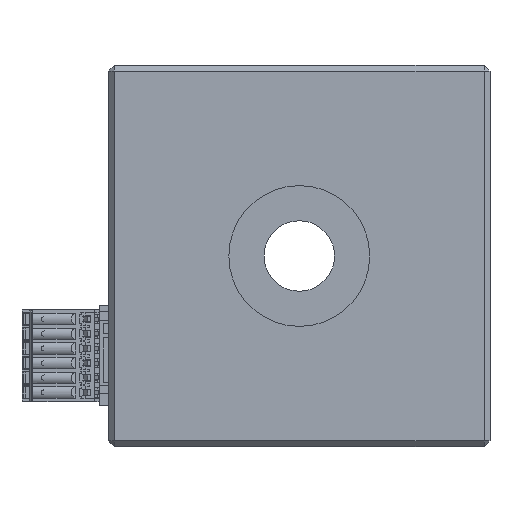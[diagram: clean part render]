
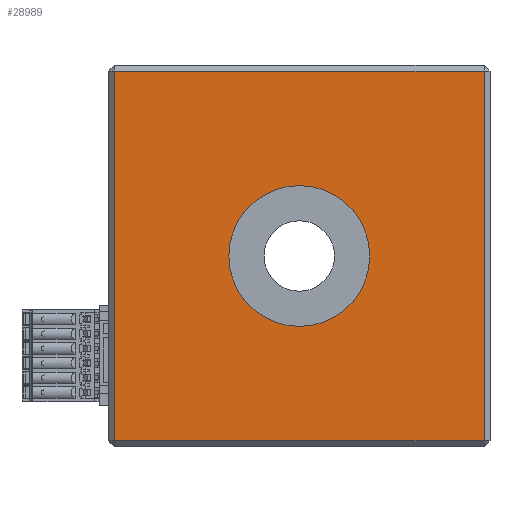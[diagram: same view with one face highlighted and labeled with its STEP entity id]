
A CAD part, front view. The second image highlights one B-rep face of the part: STEP entity #28989.
In plain terms, the highlighted face is planar.
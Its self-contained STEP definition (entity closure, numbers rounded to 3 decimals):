
#1416=FACE_BOUND('',#3791,.T.);
#1732=CIRCLE('',#30818,12.);
#2200=FACE_OUTER_BOUND('',#3790,.T.);
#3790=EDGE_LOOP('',(#20405,#20406,#20407,#20408));
#3791=EDGE_LOOP('',(#20409));
#5501=LINE('',#41175,#9140);
#5509=LINE('',#41191,#9148);
#5511=LINE('',#41194,#9150);
#5513=LINE('',#41197,#9152);
#9140=VECTOR('',#33584,10.);
#9148=VECTOR('',#33598,10.);
#9150=VECTOR('',#33602,10.);
#9152=VECTOR('',#33606,10.);
#12785=VERTEX_POINT('',#41137);
#12790=VERTEX_POINT('',#41150);
#12795=VERTEX_POINT('',#41163);
#12800=VERTEX_POINT('',#41179);
#12804=VERTEX_POINT('',#41204);
#15698=EDGE_CURVE('',#12785,#12795,#5501,.T.);
#15706=EDGE_CURVE('',#12795,#12800,#5509,.T.);
#15708=EDGE_CURVE('',#12800,#12790,#5511,.T.);
#15710=EDGE_CURVE('',#12790,#12785,#5513,.T.);
#15714=EDGE_CURVE('',#12804,#12804,#1732,.T.);
#20405=ORIENTED_EDGE('',*,*,#15698,.F.);
#20406=ORIENTED_EDGE('',*,*,#15710,.F.);
#20407=ORIENTED_EDGE('',*,*,#15708,.F.);
#20408=ORIENTED_EDGE('',*,*,#15706,.F.);
#20409=ORIENTED_EDGE('',*,*,#15714,.T.);
#27649=PLANE('',#30817);
#28989=ADVANCED_FACE('',(#2200,#1416),#27649,.T.);
#30817=AXIS2_PLACEMENT_3D('',#41203,#33614,#33615);
#30818=AXIS2_PLACEMENT_3D('',#41205,#33616,#33617);
#33584=DIRECTION('',(0.,0.,-1.));
#33598=DIRECTION('',(1.,0.,0.));
#33602=DIRECTION('',(0.,0.,1.));
#33606=DIRECTION('',(-1.,0.,0.));
#33614=DIRECTION('center_axis',(0.,1.,0.));
#33615=DIRECTION('ref_axis',(-1.,0.,0.));
#33616=DIRECTION('center_axis',(0.,-1.,0.));
#33617=DIRECTION('ref_axis',(1.,0.,0.));
#41137=CARTESIAN_POINT('',(1.,249.,64.));
#41150=CARTESIAN_POINT('',(64.,249.,64.));
#41163=CARTESIAN_POINT('',(1.,249.,1.));
#41175=CARTESIAN_POINT('',(1.,249.,16.25));
#41179=CARTESIAN_POINT('',(64.,249.,1.));
#41191=CARTESIAN_POINT('',(48.75,249.,1.));
#41194=CARTESIAN_POINT('',(64.,249.,48.75));
#41197=CARTESIAN_POINT('',(16.25,249.,64.));
#41203=CARTESIAN_POINT('Origin',(32.5,249.,32.5));
#41204=CARTESIAN_POINT('',(20.5,249.,32.5));
#41205=CARTESIAN_POINT('Origin',(32.5,249.,32.5));
